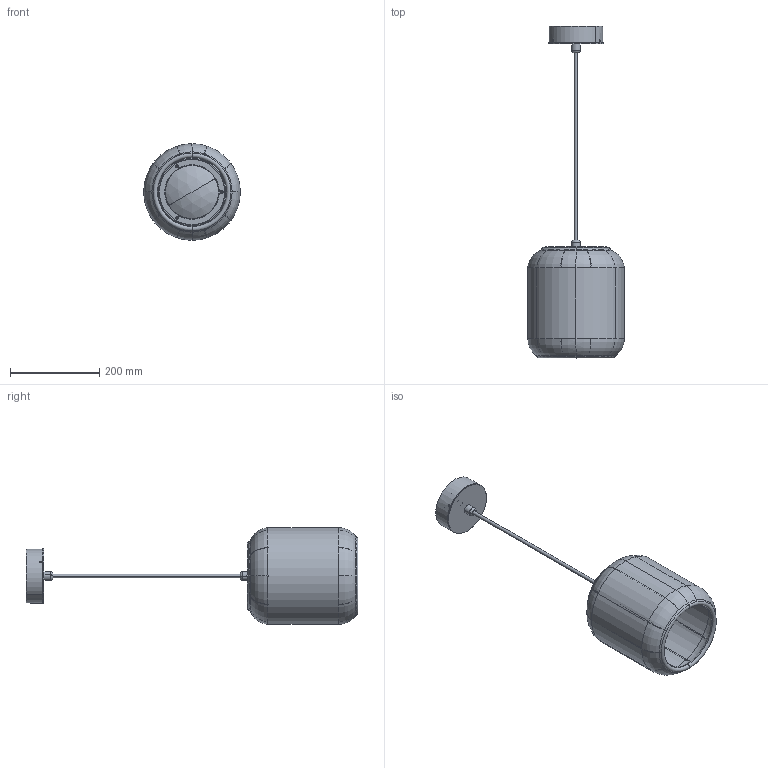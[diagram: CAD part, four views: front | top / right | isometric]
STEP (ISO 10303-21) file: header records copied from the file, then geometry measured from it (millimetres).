
FILE_DESCRIPTION (( 'STEP AP203' ), '1' );
FILE_NAME ('NANS TUBULAR S-21 309012yyxxx.STEP', '2021-07-14T11:26:13', ( '' ), ( '' ), 'SwSTEP 2.0', 'SolidWorks 2019', '' );
FILE_SCHEMA (( 'CONFIG_CONTROL_DESIGN' ));
Length unit declared in the file: millimetre
Products named in the file (18): 000-D965-34_D965-36-A2; NANS TUBULAR S-21 309012yyxxx; CABLE 906-017^000-CONJUNTO COMPLETO PCB IP; 000-309-006; 000-D914-46 A2; 000-338-160; 000-309-029; 000-309-041; 000-261-046; 000-CONJUNTO COMPLETO PCB IP; 000-309-042; 000-914-186; 000-309-017; 000-309-047; 000-309-043; 000-D7991-38 A2; 000-FLO095; 000-D913-33A2_M3X3mm
Assembly tree (24 placements, depth 4):
  NANS TUBULAR S-21 309012yyxxx
    000-CONJUNTO COMPLETO PCB IP
      000-309-047
      000-309-042
      000-D7991-38 A2  x4
      000-309-041
      000-309-043  x2
      000-309-029
      CABLE 906-017^000-CONJUNTO COMPLETO PCB IP
      000-309-017
      000-D965-34_D965-36-A2  x2
      000-FLO095
        000-338-160
        000-261-046
        000-D914-46 A2
        000-914-186
        000-309-029
        000-D913-33A2_M3X3mm
    000-309-006
    000-D7991-38 A2
Bounding box: 216.26 x 742.74 x 216.26 mm (x, y, z)
Volume: 286603.2 mm3; surface area: 621947 mm2
Topology: 21 solids, 34 shells, 1042 faces, 2338 edges, 1380 vertices
Faces by surface type: plane 267, cylinder 253, torus 200, cone 164, bspline 136, sphere 22
Entity records: 33227 total; most frequent: CARTESIAN_POINT 11489, DIRECTION 4291, ORIENTED_EDGE 3992, EDGE_CURVE 1996, AXIS2_PLACEMENT_3D 1842, VERTEX_POINT 1190, CIRCLE 1047, EDGE_LOOP 998
